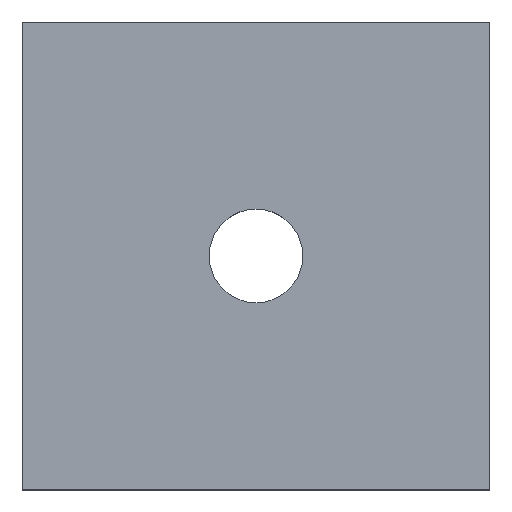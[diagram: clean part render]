
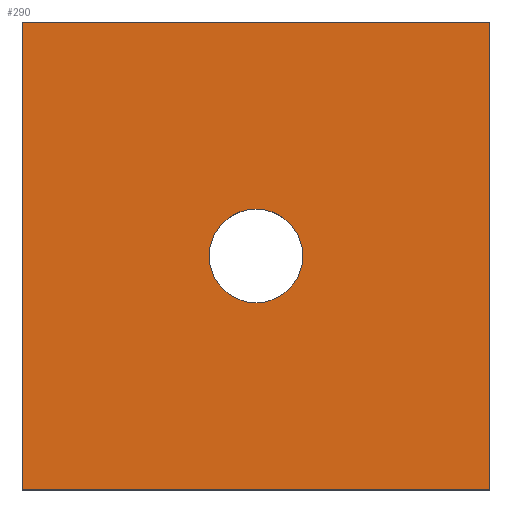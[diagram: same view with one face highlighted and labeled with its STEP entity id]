
A CAD part, top view. The second image highlights one B-rep face of the part: STEP entity #290.
In plain terms, the highlighted planar face has unit normal (0, 0, 1).
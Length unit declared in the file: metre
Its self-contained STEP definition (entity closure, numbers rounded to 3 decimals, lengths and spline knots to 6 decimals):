
#31=LINE('',#469,#43);
#35=LINE('',#481,#47);
#38=LINE('',#491,#50);
#40=LINE('',#498,#52);
#43=VECTOR('',#372,1.);
#47=VECTOR('',#382,1.);
#50=VECTOR('',#391,1.);
#52=VECTOR('',#399,1.);
#79=ORIENTED_EDGE('',*,*,#117,.F.);
#80=ORIENTED_EDGE('',*,*,#123,.T.);
#81=ORIENTED_EDGE('',*,*,#128,.T.);
#82=ORIENTED_EDGE('',*,*,#132,.F.);
#83=ORIENTED_EDGE('',*,*,#133,.F.);
#117=EDGE_CURVE('',#147,#148,#31,.T.);
#123=EDGE_CURVE('',#147,#152,#35,.T.);
#128=EDGE_CURVE('',#152,#156,#38,.T.);
#132=EDGE_CURVE('',#148,#156,#40,.T.);
#133=EDGE_CURVE('',#159,#159,#177,.T.);
#147=VERTEX_POINT('',#468);
#148=VERTEX_POINT('',#470);
#152=VERTEX_POINT('',#480);
#156=VERTEX_POINT('',#490);
#159=VERTEX_POINT('',#501);
#177=CIRCLE('',#334,0.01);
#201=EDGE_LOOP('',(#79,#80,#81,#82));
#202=EDGE_LOOP('',(#83));
#243=FACE_BOUND('',#201,.T.);
#244=FACE_BOUND('',#202,.T.);
#275=PLANE('',#336);
#290=ADVANCED_FACE('',(#243,#244),#275,.T.);
#334=AXIS2_PLACEMENT_3D('',#500,#402,#403);
#336=AXIS2_PLACEMENT_3D('',#504,#406,#407);
#372=DIRECTION('',(0.,1.,0.));
#382=DIRECTION('',(1.,0.,0.));
#391=DIRECTION('',(0.,1.,0.));
#399=DIRECTION('',(1.,0.,0.));
#402=DIRECTION('',(0.,0.,1.));
#403=DIRECTION('',(1.,0.,0.));
#406=DIRECTION('',(0.,0.,1.));
#407=DIRECTION('',(1.,0.,0.));
#468=CARTESIAN_POINT('',(0.,0.,0.01));
#469=CARTESIAN_POINT('',(0.,0.05,0.01));
#470=CARTESIAN_POINT('',(0.,0.1,0.01));
#480=CARTESIAN_POINT('',(0.1,0.,0.01));
#481=CARTESIAN_POINT('',(0.05,0.,0.01));
#490=CARTESIAN_POINT('',(0.1,0.1,0.01));
#491=CARTESIAN_POINT('',(0.1,0.05,0.01));
#498=CARTESIAN_POINT('',(0.05,0.1,0.01));
#500=CARTESIAN_POINT('',(0.05,0.05,0.01));
#501=CARTESIAN_POINT('',(0.06,0.05,0.01));
#504=CARTESIAN_POINT('',(0.05,0.05,0.01));
